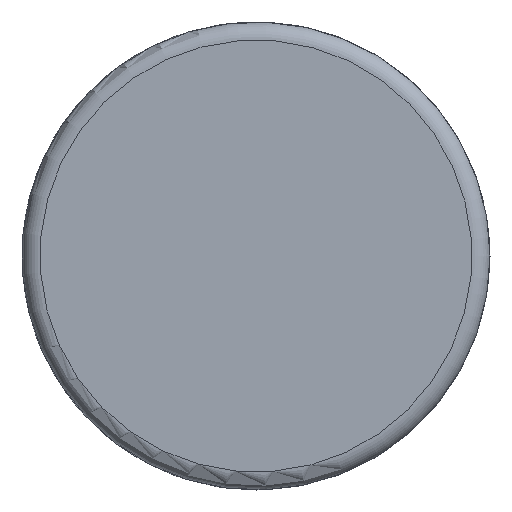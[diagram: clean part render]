
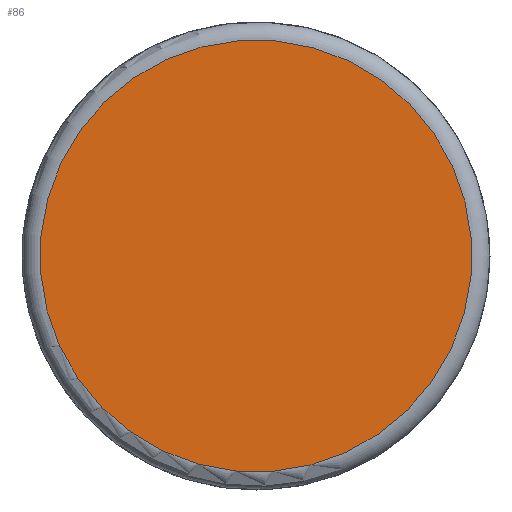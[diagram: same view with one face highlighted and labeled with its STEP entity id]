
A CAD part, left-side view. The second image highlights one B-rep face of the part: STEP entity #86.
In plain terms, the highlighted planar face has unit normal (-1, 0, 0).
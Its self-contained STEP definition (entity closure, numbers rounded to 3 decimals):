
#21=PLANE('',#119);
#25=FACE_OUTER_BOUND('',#31,.T.);
#31=EDGE_LOOP('',(#64));
#37=CIRCLE('',#115,3.);
#44=VERTEX_POINT('',#159);
#50=EDGE_CURVE('',#44,#44,#37,.T.);
#64=ORIENTED_EDGE('',*,*,#50,.T.);
#86=ADVANCED_FACE('',(#25),#21,.T.);
#115=AXIS2_PLACEMENT_3D('',#160,#131,#132);
#119=AXIS2_PLACEMENT_3D('',#166,#139,#140);
#131=DIRECTION('center_axis',(-1.,0.,0.));
#132=DIRECTION('ref_axis',(0.,0.078,0.997));
#139=DIRECTION('center_axis',(-1.,0.,0.));
#140=DIRECTION('ref_axis',(0.,-0.997,0.078));
#159=CARTESIAN_POINT('',(-0.3,2.991,-0.234));
#160=CARTESIAN_POINT('Origin',(-0.3,0.,
0.));
#166=CARTESIAN_POINT('Origin',(-0.3,0.117,1.495));
